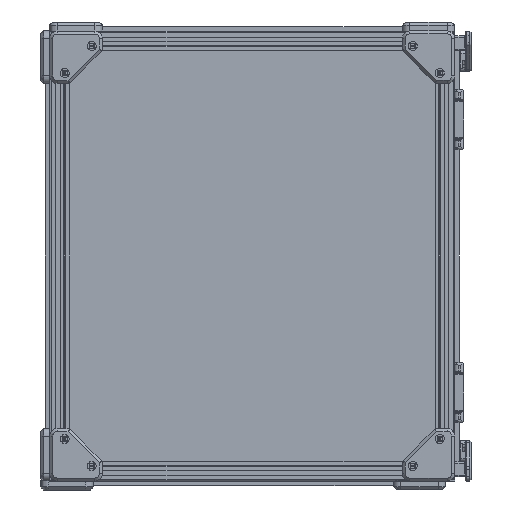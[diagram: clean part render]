
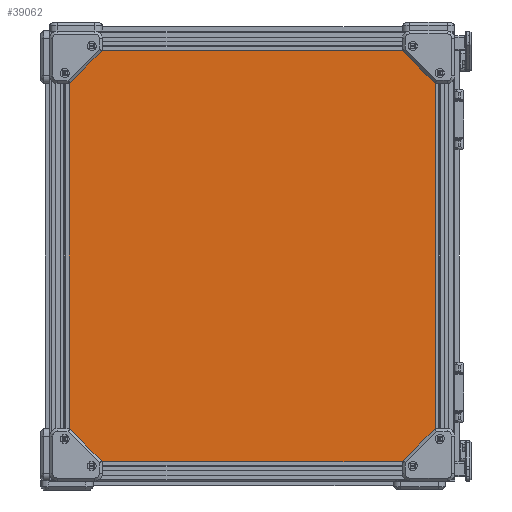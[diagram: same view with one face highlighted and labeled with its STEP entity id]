
A CAD part, left-side view. The second image highlights one B-rep face of the part: STEP entity #39062.
In plain terms, the highlighted planar face has unit normal (-1, 0, 0).
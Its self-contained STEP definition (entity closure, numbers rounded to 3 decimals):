
#4764=FACE_OUTER_BOUND('',#6969,.T.);
#6969=EDGE_LOOP('',(#31962,#31963,#31964,#31965));
#10749=LINE('',#61715,#14909);
#10753=LINE('',#61723,#14913);
#10756=LINE('',#61729,#14916);
#10759=LINE('',#61734,#14919);
#14909=VECTOR('',#49844,10.);
#14913=VECTOR('',#49850,10.);
#14916=VECTOR('',#49855,10.);
#14919=VECTOR('',#49860,10.);
#18432=VERTEX_POINT('',#61713);
#18433=VERTEX_POINT('',#61714);
#18436=VERTEX_POINT('',#61722);
#18438=VERTEX_POINT('',#61728);
#23108=EDGE_CURVE('',#18432,#18433,#10749,.T.);
#23112=EDGE_CURVE('',#18436,#18432,#10753,.T.);
#23115=EDGE_CURVE('',#18438,#18436,#10756,.T.);
#23118=EDGE_CURVE('',#18433,#18438,#10759,.T.);
#31962=ORIENTED_EDGE('',*,*,#23118,.F.);
#31963=ORIENTED_EDGE('',*,*,#23108,.F.);
#31964=ORIENTED_EDGE('',*,*,#23112,.F.);
#31965=ORIENTED_EDGE('',*,*,#23115,.F.);
#37511=PLANE('',#41776);
#39062=ADVANCED_FACE('',(#4764),#37511,.F.);
#41776=AXIS2_PLACEMENT_3D('',#61737,#49864,#49865);
#49844=DIRECTION('',(0.,-1.,0.));
#49850=DIRECTION('',(0.,0.,1.));
#49855=DIRECTION('',(0.,1.,0.));
#49860=DIRECTION('',(0.,0.,-1.));
#49864=DIRECTION('center_axis',(1.,0.,0.));
#49865=DIRECTION('ref_axis',(0.,1.,0.));
#61713=CARTESIAN_POINT('',(0.,320.45,285.896));
#61714=CARTESIAN_POINT('',(0.,46.45,285.896));
#61715=CARTESIAN_POINT('',(0.,320.45,285.896));
#61722=CARTESIAN_POINT('',(0.,320.45,41.896));
#61723=CARTESIAN_POINT('',(0.,320.45,41.896));
#61728=CARTESIAN_POINT('',(0.,46.45,41.896));
#61729=CARTESIAN_POINT('',(0.,46.45,41.896));
#61734=CARTESIAN_POINT('',(0.,46.45,285.896));
#61737=CARTESIAN_POINT('Origin',(0.,183.45,163.896));
